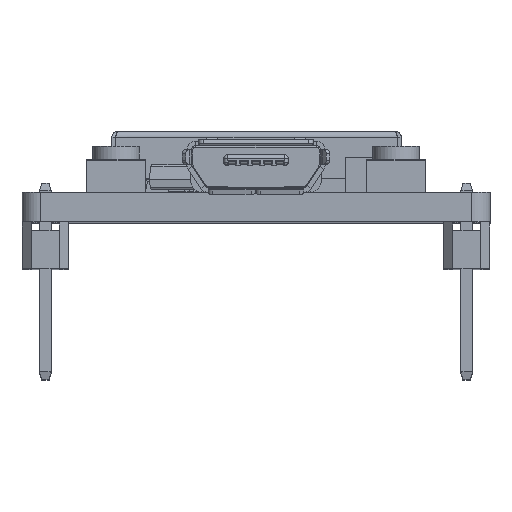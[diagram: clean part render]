
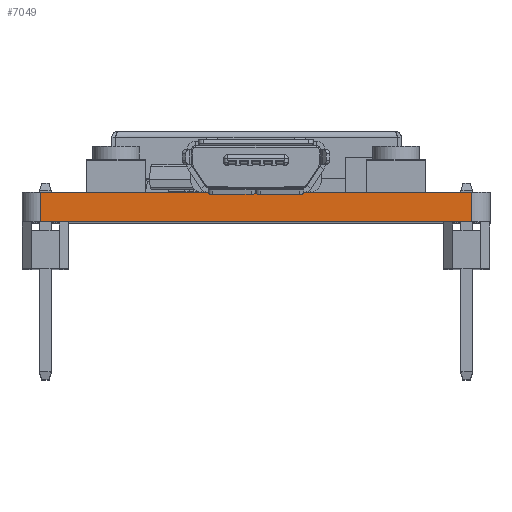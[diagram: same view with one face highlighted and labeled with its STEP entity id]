
A CAD part, top view. The second image highlights one B-rep face of the part: STEP entity #7049.
In plain terms, the highlighted planar face has unit normal (0, 0, 1).
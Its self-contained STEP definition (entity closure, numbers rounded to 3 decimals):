
#4584 = CARTESIAN_POINT ( 'NONE',  ( 11.7, 2.54, 19.455 ) ) ;
#7049 = ADVANCED_FACE ( 'NONE', ( #96139 ), #91945, .T. ) ;
#9580 = VECTOR ( 'NONE', #28115, 1000. ) ;
#11485 = CARTESIAN_POINT ( 'NONE',  ( -11.7, 2.54, 19.455 ) ) ;
#13963 = DIRECTION ( 'NONE',  ( 0., 1., 0. ) ) ;
#24228 = VERTEX_POINT ( 'NONE', #4584 ) ;
#28115 = DIRECTION ( 'NONE',  ( 1., 0., 0. ) ) ;
#29159 = ORIENTED_EDGE ( 'NONE', *, *, #39193, .T. ) ;
#30967 = ORIENTED_EDGE ( 'NONE', *, *, #58819, .T. ) ;
#34173 = LINE ( 'NONE', #57613, #9580 ) ;
#34661 = DIRECTION ( 'NONE',  ( 0., 0., 1. ) ) ;
#36677 = VECTOR ( 'NONE', #39328, 1000. ) ;
#38607 = EDGE_CURVE ( 'NONE', #79042, #72288, #116738, .T. ) ;
#39193 = EDGE_CURVE ( 'NONE', #79042, #24228, #81605, .T. ) ;
#39328 = DIRECTION ( 'NONE',  ( 1., 0., 0. ) ) ;
#45250 = CARTESIAN_POINT ( 'NONE',  ( -11.7, 2.54, 19.455 ) ) ;
#47592 = DIRECTION ( 'NONE',  ( 0., 1., 0. ) ) ;
#53291 = LINE ( 'NONE', #69532, #86716 ) ;
#57613 = CARTESIAN_POINT ( 'NONE',  ( -11.7, 4.14, 19.455 ) ) ;
#58819 = EDGE_CURVE ( 'NONE', #24228, #90376, #53291, .T. ) ;
#60173 = VECTOR ( 'NONE', #47592, 1000. ) ;
#69532 = CARTESIAN_POINT ( 'NONE',  ( 11.7, 2.54, 19.455 ) ) ;
#72241 = ORIENTED_EDGE ( 'NONE', *, *, #85403, .F. ) ;
#72288 = VERTEX_POINT ( 'NONE', #101526 ) ;
#74805 = ORIENTED_EDGE ( 'NONE', *, *, #38607, .F. ) ;
#79042 = VERTEX_POINT ( 'NONE', #82108 ) ;
#81605 = LINE ( 'NONE', #86389, #36677 ) ;
#82108 = CARTESIAN_POINT ( 'NONE',  ( -11.7, 2.54, 19.455 ) ) ;
#85403 = EDGE_CURVE ( 'NONE', #72288, #90376, #34173, .T. ) ;
#86389 = CARTESIAN_POINT ( 'NONE',  ( -11.7, 2.54, 19.455 ) ) ;
#86716 = VECTOR ( 'NONE', #13963, 1000. ) ;
#90376 = VERTEX_POINT ( 'NONE', #105393 ) ;
#91945 = PLANE ( 'NONE',  #104105 ) ;
#95783 = EDGE_LOOP ( 'NONE', ( #72241, #74805, #29159, #30967 ) ) ;
#96139 = FACE_OUTER_BOUND ( 'NONE', #95783, .T. ) ;
#101526 = CARTESIAN_POINT ( 'NONE',  ( -11.7, 4.14, 19.455 ) ) ;
#104105 = AXIS2_PLACEMENT_3D ( 'NONE', #45250, #34661, #119593 ) ;
#105393 = CARTESIAN_POINT ( 'NONE',  ( 11.7, 4.14, 19.455 ) ) ;
#116738 = LINE ( 'NONE', #11485, #60173 ) ;
#119593 = DIRECTION ( 'NONE',  ( 1., 0., 0. ) ) ;
